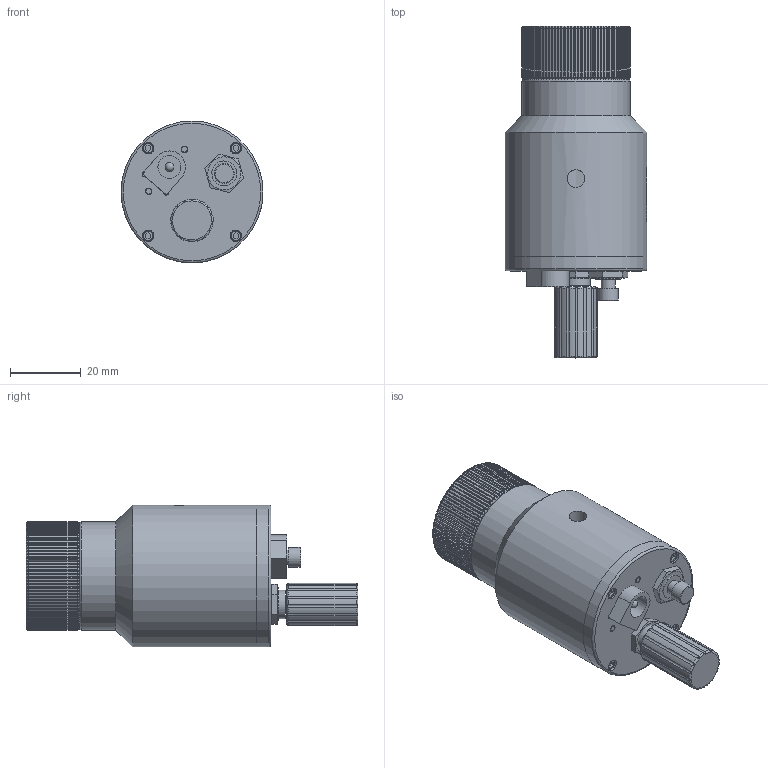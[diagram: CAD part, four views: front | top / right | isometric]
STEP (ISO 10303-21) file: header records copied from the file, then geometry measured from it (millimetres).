
FILE_DESCRIPTION (( 'STEP AP214' ), '1' );
FILE_NAME ('OMDG25D.STEP', '2021-04-15T03:17:10', ( '' ), ( '' ), 'SwSTEP 2.0', 'SolidWorks 2018', '' );
FILE_SCHEMA (( 'AUTOMOTIVE_DESIGN' ));
Length unit declared in the file: millimetre
Products named in the file (1): OMDG25D
Bounding box: 40 x 93.5 x 40 mm (x, y, z)
Surface area: 14777.5 mm2 (no closed solid volume)
Topology: 0 solids, 18 shells, 571 faces, 1976 edges, 1359 vertices
Faces by surface type: plane 299, cylinder 165, bspline 92, torus 11, cone 3, sphere 1
Full cylindrical faces by diameter (mm): 3.3 x4, 4 x1, 5 x1, 5.6 x1, 6.5 x1, 7 x1, 7.2 x1, 8 x1, 30.5 x1, 40 x2
Entity records: 32312 total; most frequent: CARTESIAN_POINT 10913, ORIENTED_EDGE 3372, DIRECTION 2472, EDGE_CURVE 1939, VERTEX_POINT 1353, AXIS2_PLACEMENT_3D 863, B_SPLINE_CURVE_WITH_KNOTS 756, VECTOR 746
